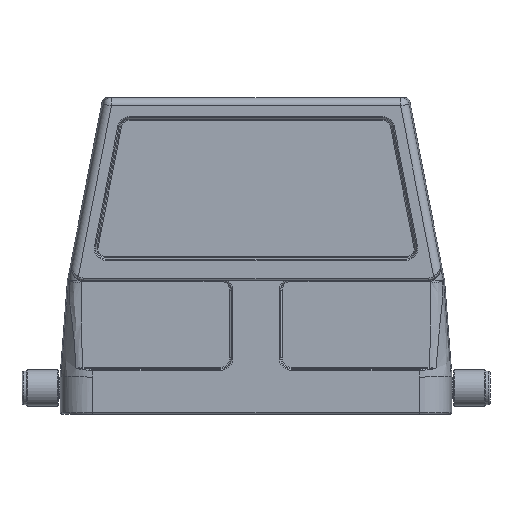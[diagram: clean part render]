
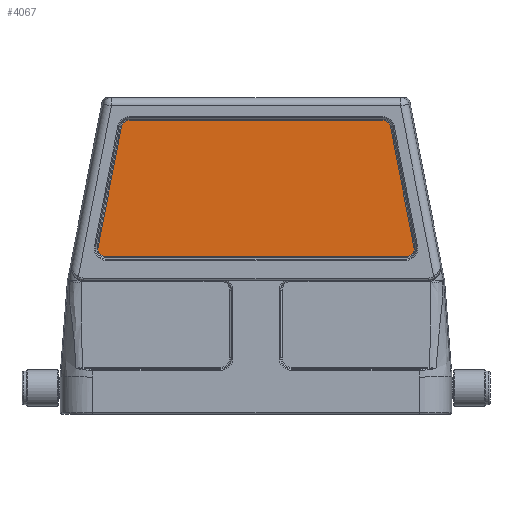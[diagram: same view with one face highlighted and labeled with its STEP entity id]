
A CAD part, front view. The second image highlights one B-rep face of the part: STEP entity #4067.
In plain terms, the highlighted planar face has unit normal (0, -1, 0).
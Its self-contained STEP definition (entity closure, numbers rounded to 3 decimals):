
#4067=ADVANCED_FACE('',(#4815),#4624,.F.);
#4624=PLANE('',#15300);
#4815=FACE_OUTER_BOUND('',#5340,.T.);
#5340=EDGE_LOOP('',(#6738,#6739,#6740,#6741,#6742,#6743,#6744,#6745));
#6109=CIRCLE('',#15296,1.835);
#6110=CIRCLE('',#15297,1.835);
#6111=CIRCLE('',#15298,1.835);
#6112=CIRCLE('',#15299,1.835);
#6738=ORIENTED_EDGE('',*,*,#10206,.T.);
#6739=ORIENTED_EDGE('',*,*,#10207,.T.);
#6740=ORIENTED_EDGE('',*,*,#10208,.T.);
#6741=ORIENTED_EDGE('',*,*,#10209,.T.);
#6742=ORIENTED_EDGE('',*,*,#10210,.T.);
#6743=ORIENTED_EDGE('',*,*,#10211,.T.);
#6744=ORIENTED_EDGE('',*,*,#10212,.T.);
#6745=ORIENTED_EDGE('',*,*,#10213,.T.);
#9353=VERTEX_POINT('',#20976);
#9354=VERTEX_POINT('',#20977);
#9355=VERTEX_POINT('',#20979);
#9356=VERTEX_POINT('',#20981);
#9357=VERTEX_POINT('',#20983);
#9358=VERTEX_POINT('',#20985);
#9359=VERTEX_POINT('',#20987);
#9360=VERTEX_POINT('',#20989);
#10206=EDGE_CURVE('',#9353,#9354,#12873,.T.);
#10207=EDGE_CURVE('',#9354,#9355,#6109,.T.);
#10208=EDGE_CURVE('',#9355,#9356,#12874,.T.);
#10209=EDGE_CURVE('',#9356,#9357,#6110,.T.);
#10210=EDGE_CURVE('',#9357,#9358,#12875,.T.);
#10211=EDGE_CURVE('',#9358,#9359,#6111,.T.);
#10212=EDGE_CURVE('',#9359,#9360,#12876,.T.);
#10213=EDGE_CURVE('',#9360,#9353,#6112,.T.);
#12873=LINE('',#20975,#13525);
#12874=LINE('',#20980,#13526);
#12875=LINE('',#20984,#13527);
#12876=LINE('',#20988,#13528);
#13525=VECTOR('',#16626,1.);
#13526=VECTOR('',#16629,1.);
#13527=VECTOR('',#16632,1.);
#13528=VECTOR('',#16635,1.);
#15296=AXIS2_PLACEMENT_3D('',#20978,#16627,#16628);
#15297=AXIS2_PLACEMENT_3D('',#20982,#16630,#16631);
#15298=AXIS2_PLACEMENT_3D('',#20986,#16633,#16634);
#15299=AXIS2_PLACEMENT_3D('',#20990,#16636,#16637);
#15300=AXIS2_PLACEMENT_3D('',#20991,#16638,#16639);
#16626=DIRECTION('',(-0.191,0.,0.982));
#16627=DIRECTION('',(0.,-1.,0.));
#16628=DIRECTION('',(0.,0.,1.));
#16629=DIRECTION('',(-1.,0.,0.));
#16630=DIRECTION('',(0.,-1.,0.));
#16631=DIRECTION('',(0.,0.,1.));
#16632=DIRECTION('',(-0.191,0.,-0.982));
#16633=DIRECTION('',(0.,-1.,0.));
#16634=DIRECTION('',(0.,0.,1.));
#16635=DIRECTION('',(1.,0.,0.));
#16636=DIRECTION('',(0.,-1.,0.));
#16637=DIRECTION('',(0.,0.,1.));
#16638=DIRECTION('',(0.,1.,0.));
#16639=DIRECTION('',(0.,0.,-1.));
#20975=CARTESIAN_POINT('',(32.095,-21.25,59.55));
#20976=CARTESIAN_POINT('',(37.703,-21.25,30.7));
#20977=CARTESIAN_POINT('',(32.095,-21.25,59.55));
#20978=CARTESIAN_POINT('',(30.294,-21.25,59.2));
#20979=CARTESIAN_POINT('',(30.294,-21.25,61.035));
#20980=CARTESIAN_POINT('',(-30.294,-21.25,61.035));
#20981=CARTESIAN_POINT('',(-30.294,-21.25,61.035));
#20982=CARTESIAN_POINT('',(-30.294,-21.25,59.2));
#20983=CARTESIAN_POINT('',(-32.095,-21.25,59.55));
#20984=CARTESIAN_POINT('',(-37.703,-21.25,30.7));
#20985=CARTESIAN_POINT('',(-37.703,-21.25,30.7));
#20986=CARTESIAN_POINT('',(-35.902,-21.25,30.35));
#20987=CARTESIAN_POINT('',(-35.902,-21.25,28.515));
#20988=CARTESIAN_POINT('',(35.902,-21.25,28.515));
#20989=CARTESIAN_POINT('',(35.902,-21.25,28.515));
#20990=CARTESIAN_POINT('',(35.902,-21.25,30.35));
#20991=CARTESIAN_POINT('',(30.294,-21.25,59.2));
